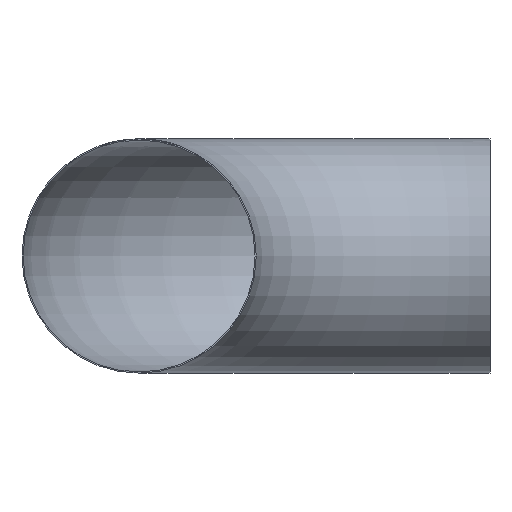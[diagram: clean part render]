
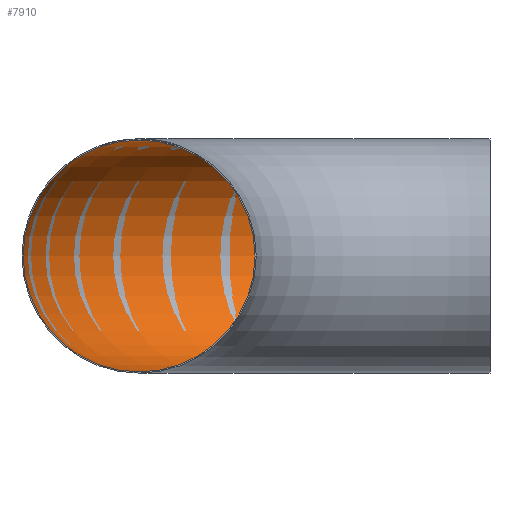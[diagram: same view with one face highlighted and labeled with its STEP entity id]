
A CAD part, front view. The second image highlights one B-rep face of the part: STEP entity #7910.
In plain terms, the highlighted toroidal (fillet/blend) face has major radius 914 mm and minor radius 302 mm.
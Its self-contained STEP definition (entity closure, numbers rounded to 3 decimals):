
#2848 = CARTESIAN_POINT ( 'NONE',  ( -914., 0., 302. ) ) ;
#6596 = ORIENTED_EDGE ( 'NONE', *, *, #32543, .T. ) ;
#7590 = FACE_OUTER_BOUND ( 'NONE', #29047, .T. ) ;
#7793 = DIRECTION ( 'NONE',  ( -1., 0., 0. ) ) ;
#7910 = ADVANCED_FACE ( 'NONE', ( #23752, #7590 ), #16544, .F. ) ;
#8086 = AXIS2_PLACEMENT_3D ( 'NONE', #21853, #28131, #37789 ) ;
#10639 = DIRECTION ( 'NONE',  ( 0., 0., 1. ) ) ;
#11412 = CIRCLE ( 'NONE', #8086, 302. ) ;
#12089 = VERTEX_POINT ( 'NONE', #12515 ) ;
#12515 = CARTESIAN_POINT ( 'NONE',  ( 0., 1216., 0. ) ) ;
#16544 = TOROIDAL_SURFACE ( 'NONE', #34620, 914., 302. ) ;
#18806 = VERTEX_POINT ( 'NONE', #2848 ) ;
#20388 = CARTESIAN_POINT ( 'NONE',  ( 0., 0., 0. ) ) ;
#21853 = CARTESIAN_POINT ( 'NONE',  ( 0., 914., 0. ) ) ;
#22528 = EDGE_CURVE ( 'NONE', #18806, #18806, #25018, .T. ) ;
#23752 = FACE_OUTER_BOUND ( 'NONE', #39985, .T. ) ;
#25018 = CIRCLE ( 'NONE', #33052, 302. ) ;
#26593 = DIRECTION ( 'NONE',  ( 0., 1., 0. ) ) ;
#28131 = DIRECTION ( 'NONE',  ( 1., 0., 0. ) ) ;
#29047 = EDGE_LOOP ( 'NONE', ( #36038 ) ) ;
#30240 = DIRECTION ( 'NONE',  ( 0., 0., -1. ) ) ;
#32543 = EDGE_CURVE ( 'NONE', #12089, #12089, #11412, .T. ) ;
#33052 = AXIS2_PLACEMENT_3D ( 'NONE', #38989, #26593, #10639 ) ;
#34620 = AXIS2_PLACEMENT_3D ( 'NONE', #20388, #30240, #7793 ) ;
#36038 = ORIENTED_EDGE ( 'NONE', *, *, #22528, .F. ) ;
#37789 = DIRECTION ( 'NONE',  ( 0., 1., 0. ) ) ;
#38989 = CARTESIAN_POINT ( 'NONE',  ( -914., 0., 0. ) ) ;
#39985 = EDGE_LOOP ( 'NONE', ( #6596 ) ) ;
